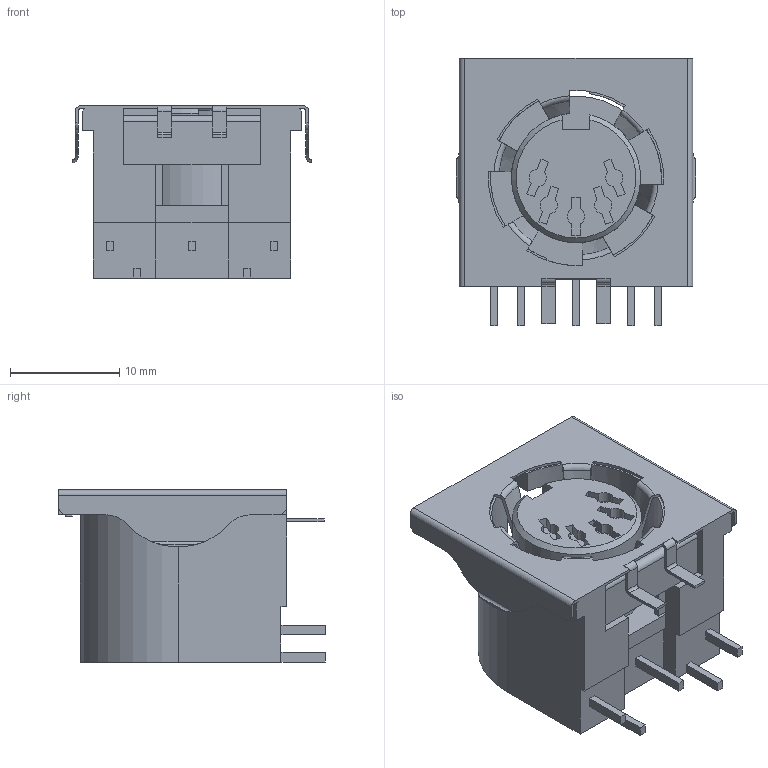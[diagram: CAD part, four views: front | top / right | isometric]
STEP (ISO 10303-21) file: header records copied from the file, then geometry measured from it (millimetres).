
FILE_DESCRIPTION(('FreeCAD Model'),'2;1');
FILE_NAME('Open CASCADE Shape Model','2025-01-19T12:15:00',('Author'),( ''),'Open CASCADE STEP processor 7.6','FreeCAD','Unknown');
FILE_SCHEMA(('AUTOMOTIVE_DESIGN { 1 0 10303 214 1 1 1 1 }'));
Length unit declared in the file: millimetre
Products named in the file (1): C-5212044-1
Bounding box: 21.84 x 24.38 x 15.75 mm (x, y, z)
Volume: 3930.7 mm3; surface area: 3432.4 mm2
Topology: 1 solids, 1 shells, 288 faces, 801 edges, 526 vertices
Faces by surface type: plane 191, cylinder 52, torus 24, cone 19, extrusion 2
Entity records: 10721 total; most frequent: CARTESIAN_POINT 2389, ORIENTED_EDGE 1602, DIRECTION 1443, EDGE_CURVE 801, VECTOR 541, LINE 539, VERTEX_POINT 526, AXIS2_PLACEMENT_3D 451
